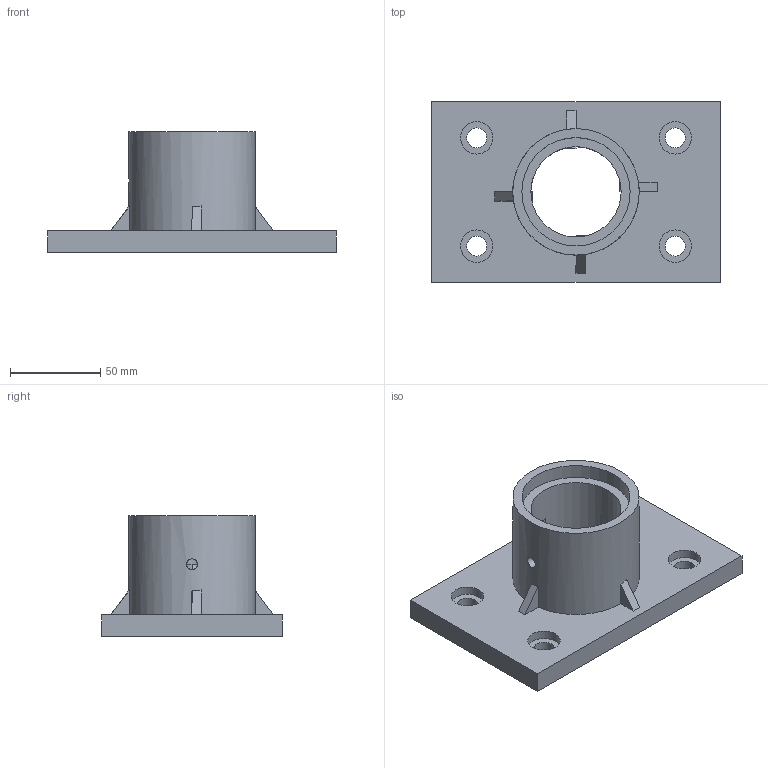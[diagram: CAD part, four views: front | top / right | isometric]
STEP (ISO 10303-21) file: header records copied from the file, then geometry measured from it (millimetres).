
FILE_DESCRIPTION(('FreeCAD Model'),'2;1');
FILE_NAME('Open CASCADE Shape Model','2026-02-17T09:38:10',('FreeCAD'),( 'FreeCAD'),'Open CASCADE STEP processor 7.8','FreeCAD','Unknown');
FILE_SCHEMA(('AUTOMOTIVE_DESIGN { 1 0 10303 214 1 1 1 1 }'));
Length unit declared in the file: millimetre
Products named in the file (1): Open CASCADE STEP translator 7.8 1
Bounding box: 160 x 100 x 67 mm (x, y, z)
Volume: 258989.5 mm3; surface area: 59304.2 mm2
Topology: 1 solids, 1 shells, 56 faces, 135 edges, 89 vertices
Faces by surface type: plane 44, cylinder 12
Full cylindrical faces by diameter (mm): 6 x1, 11 x4, 18 x4, 50 x1, 60 x1, 70 x1
Entity records: 1838 total; most frequent: CARTESIAN_POINT 458, DIRECTION 284, ORIENTED_EDGE 270, EDGE_CURVE 135, AXIS2_PLACEMENT_3D 95, LINE 94, VECTOR 94, VERTEX_POINT 89
